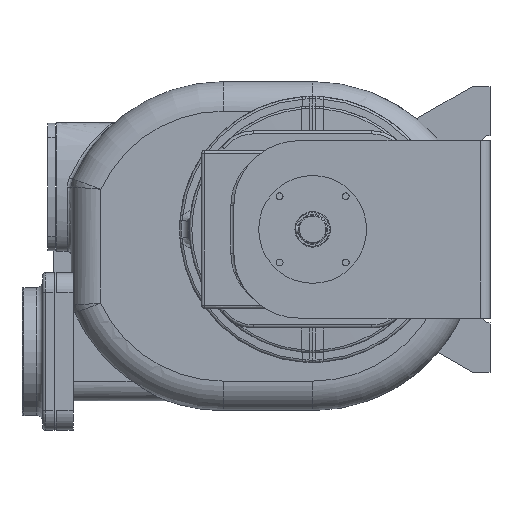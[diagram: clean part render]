
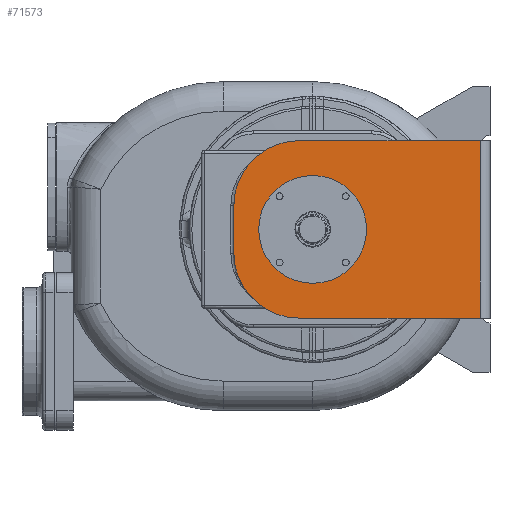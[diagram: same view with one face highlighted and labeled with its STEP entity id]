
A CAD part, left-side view. The second image highlights one B-rep face of the part: STEP entity #71573.
In plain terms, the highlighted planar face has unit normal (-1, 0, 0).
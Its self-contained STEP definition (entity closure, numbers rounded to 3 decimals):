
#26975=DIRECTION('',(0.,0.,1.));
#26976=VECTOR('',#26975,180.);
#26977=CARTESIAN_POINT('',(-370.5,10.,-90.));
#26978=LINE('',#26977,#26976);
#27118=CARTESIAN_POINT('',(-370.5,194.,-24.));
#27119=DIRECTION('',(1.,0.,0.));
#27120=DIRECTION('',(0.,0.,-1.));
#27121=AXIS2_PLACEMENT_3D('',#27118,#27119,#27120);
#27123=DIRECTION('',(0.,0.,1.));
#27124=VECTOR('',#27123,48.);
#27125=CARTESIAN_POINT('',(-370.5,260.,-24.));
#27126=LINE('',#27125,#27124);
#27127=CARTESIAN_POINT('',(-370.5,194.,24.));
#27128=DIRECTION('',(1.,0.,0.));
#27129=DIRECTION('',(0.,1.,0.));
#27130=AXIS2_PLACEMENT_3D('',#27127,#27128,#27129);
#27132=DIRECTION('',(0.,-1.,0.));
#27133=VECTOR('',#27132,184.);
#27134=CARTESIAN_POINT('',(-370.5,194.,90.));
#27135=LINE('',#27134,#27133);
#27136=DIRECTION('',(0.,1.,0.));
#27137=VECTOR('',#27136,184.);
#27138=CARTESIAN_POINT('',(-370.5,10.,-90.));
#27139=LINE('',#27138,#27137);
#27140=CARTESIAN_POINT('',(-370.5,180.,0.));
#27141=DIRECTION('',(-1.,0.,0.));
#27142=DIRECTION('',(0.,0.,-1.));
#27143=AXIS2_PLACEMENT_3D('',#27140,#27141,#27142);
#27145=CARTESIAN_POINT('',(-370.5,180.,0.));
#27146=DIRECTION('',(-1.,0.,0.));
#27147=DIRECTION('',(0.,0.,1.));
#27148=AXIS2_PLACEMENT_3D('',#27145,#27146,#27147);
#31124=CARTESIAN_POINT('',(-370.5,180.,-54.75));
#31125=CARTESIAN_POINT('',(-370.5,180.,54.75));
#31126=VERTEX_POINT('',#31124);
#31127=VERTEX_POINT('',#31125);
#31168=CARTESIAN_POINT('',(-370.5,194.,-90.));
#31170=VERTEX_POINT('',#31168);
#31175=CARTESIAN_POINT('',(-370.5,10.,-90.));
#31176=VERTEX_POINT('',#31175);
#31177=CARTESIAN_POINT('',(-370.5,10.,90.));
#31178=VERTEX_POINT('',#31177);
#31179=CARTESIAN_POINT('',(-370.5,194.,90.));
#31180=VERTEX_POINT('',#31179);
#31207=CARTESIAN_POINT('',(-370.5,260.,-24.));
#31208=VERTEX_POINT('',#31207);
#31209=CARTESIAN_POINT('',(-370.5,260.,24.));
#31210=VERTEX_POINT('',#31209);
#71554=CARTESIAN_POINT('',(-370.5,180.,0.));
#71555=DIRECTION('',(-1.,0.,0.));
#71556=DIRECTION('',(0.,-1.,0.));
#71557=AXIS2_PLACEMENT_3D('',#71554,#71555,#71556);
#71558=PLANE('',#71557);
#71559=ORIENTED_EDGE('',*,*,#71547,.T.);
#71560=ORIENTED_EDGE('',*,*,#71303,.T.);
#71561=ORIENTED_EDGE('',*,*,#71324,.T.);
#71562=ORIENTED_EDGE('',*,*,#71337,.T.);
#71563=ORIENTED_EDGE('',*,*,#71367,.F.);
#71564=ORIENTED_EDGE('',*,*,#71535,.T.);
#71565=EDGE_LOOP('',(#71559,#71560,#71561,#71562,#71563,#71564));
#71566=FACE_OUTER_BOUND('',#71565,.F.);
#71568=ORIENTED_EDGE('',*,*,#71567,.T.);
#71570=ORIENTED_EDGE('',*,*,#71569,.T.);
#71571=EDGE_LOOP('',(#71568,#71570));
#71572=FACE_BOUND('',#71571,.F.);
#71573=ADVANCED_FACE('',(#71566,#71572),#71558,.T.);
#27122=CIRCLE('',#27121,66.);
#27131=CIRCLE('',#27130,66.);
#27144=CIRCLE('',#27143,54.75);
#27149=CIRCLE('',#27148,54.75);
#71303=EDGE_CURVE('',#31208,#31210,#27126,.T.);
#71324=EDGE_CURVE('',#31210,#31180,#27131,.T.);
#71337=EDGE_CURVE('',#31180,#31178,#27135,.T.);
#71367=EDGE_CURVE('',#31176,#31178,#26978,.T.);
#71535=EDGE_CURVE('',#31176,#31170,#27139,.T.);
#71547=EDGE_CURVE('',#31170,#31208,#27122,.T.);
#71567=EDGE_CURVE('',#31126,#31127,#27144,.T.);
#71569=EDGE_CURVE('',#31127,#31126,#27149,.T.);
